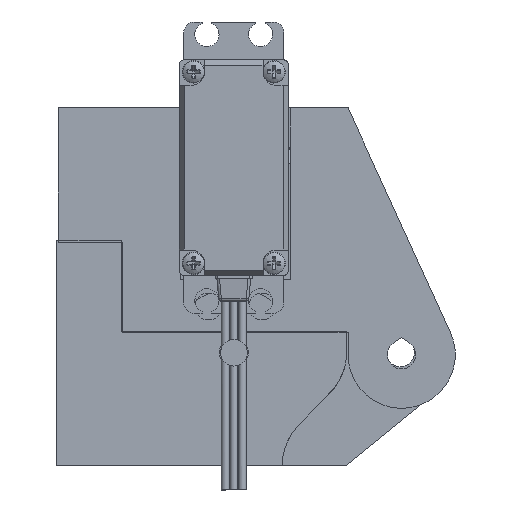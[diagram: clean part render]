
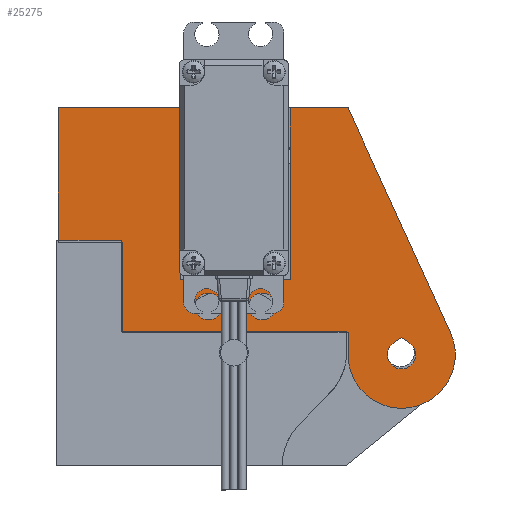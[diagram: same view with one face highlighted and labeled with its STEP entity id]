
A CAD part, left-side view. The second image highlights one B-rep face of the part: STEP entity #25275.
In plain terms, the highlighted planar face has unit normal (-1, 0, 0).
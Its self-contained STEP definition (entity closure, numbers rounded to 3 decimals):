
#823=FACE_BOUND('',#3942,.T.);
#824=FACE_BOUND('',#3943,.T.);
#825=FACE_BOUND('',#3944,.T.);
#1215=PLANE('',#27535);
#2418=FACE_OUTER_BOUND('',#3941,.T.);
#3941=EDGE_LOOP('',(#21093,#21094,#21095,#21096,#21097,#21098,#21099,#21100,
#21101,#21102,#21103,#21104,#21105,#21106,#21107,#21108,#21109));
#3942=EDGE_LOOP('',(#21110));
#3943=EDGE_LOOP('',(#21111));
#3944=EDGE_LOOP('',(#21112,#21113,#21114));
#5923=CIRCLE('',#27526,2.5);
#5925=CIRCLE('',#27529,2.5);
#5927=CIRCLE('',#27536,10.);
#5928=CIRCLE('',#27537,2.65);
#6963=LINE('',#50028,#9056);
#6967=LINE('',#50036,#9060);
#7061=LINE('',#50517,#9154);
#7065=LINE('',#50525,#9158);
#7068=LINE('',#50531,#9161);
#7072=LINE('',#50539,#9165);
#7073=LINE('',#50540,#9166);
#7074=LINE('',#50542,#9167);
#7075=LINE('',#50544,#9168);
#7076=LINE('',#50546,#9169);
#7077=LINE('',#50548,#9170);
#7078=LINE('',#50550,#9171);
#7079=LINE('',#50552,#9172);
#7080=LINE('',#50555,#9173);
#7081=LINE('',#50557,#9174);
#7082=LINE('',#50558,#9175);
#7083=LINE('',#50561,#9176);
#7084=LINE('',#50564,#9177);
#9056=VECTOR('',#32162,10.);
#9060=VECTOR('',#32166,10.);
#9154=VECTOR('',#32290,10.);
#9158=VECTOR('',#32296,10.);
#9161=VECTOR('',#32301,10.);
#9165=VECTOR('',#32309,10.);
#9166=VECTOR('',#32310,10.);
#9167=VECTOR('',#32311,10.);
#9168=VECTOR('',#32312,10.);
#9169=VECTOR('',#32313,10.);
#9170=VECTOR('',#32314,10.);
#9171=VECTOR('',#32315,10.);
#9172=VECTOR('',#32316,10.);
#9173=VECTOR('',#32319,10.);
#9174=VECTOR('',#32320,10.);
#9175=VECTOR('',#32321,10.);
#9176=VECTOR('',#32322,10.);
#9177=VECTOR('',#32325,10.);
#11643=VERTEX_POINT('',#50025);
#11644=VERTEX_POINT('',#50027);
#11647=VERTEX_POINT('',#50033);
#11648=VERTEX_POINT('',#50035);
#11785=VERTEX_POINT('',#50503);
#11787=VERTEX_POINT('',#50509);
#11789=VERTEX_POINT('',#50515);
#11790=VERTEX_POINT('',#50516);
#11793=VERTEX_POINT('',#50524);
#11795=VERTEX_POINT('',#50530);
#11797=VERTEX_POINT('',#50538);
#11798=VERTEX_POINT('',#50541);
#11799=VERTEX_POINT('',#50543);
#11800=VERTEX_POINT('',#50545);
#11801=VERTEX_POINT('',#50547);
#11802=VERTEX_POINT('',#50549);
#11803=VERTEX_POINT('',#50551);
#11804=VERTEX_POINT('',#50553);
#11805=VERTEX_POINT('',#50556);
#11806=VERTEX_POINT('',#50559);
#11807=VERTEX_POINT('',#50560);
#11808=VERTEX_POINT('',#50562);
#14906=EDGE_CURVE('',#11644,#11643,#6963,.T.);
#14910=EDGE_CURVE('',#11648,#11647,#6967,.T.);
#15052=EDGE_CURVE('',#11785,#11785,#5923,.T.);
#15055=EDGE_CURVE('',#11787,#11787,#5925,.T.);
#15058=EDGE_CURVE('',#11789,#11790,#7061,.T.);
#15062=EDGE_CURVE('',#11793,#11789,#7065,.T.);
#15065=EDGE_CURVE('',#11795,#11793,#7068,.T.);
#15069=EDGE_CURVE('',#11790,#11797,#7072,.T.);
#15070=EDGE_CURVE('',#11797,#11644,#7073,.T.);
#15071=EDGE_CURVE('',#11643,#11798,#7074,.T.);
#15072=EDGE_CURVE('',#11798,#11799,#7075,.T.);
#15073=EDGE_CURVE('',#11799,#11800,#7076,.T.);
#15074=EDGE_CURVE('',#11800,#11801,#7077,.T.);
#15075=EDGE_CURVE('',#11801,#11802,#7078,.T.);
#15076=EDGE_CURVE('',#11802,#11803,#7079,.T.);
#15077=EDGE_CURVE('',#11803,#11804,#5927,.T.);
#15078=EDGE_CURVE('',#11648,#11804,#7080,.T.);
#15079=EDGE_CURVE('',#11647,#11805,#7081,.T.);
#15080=EDGE_CURVE('',#11805,#11795,#7082,.T.);
#15081=EDGE_CURVE('',#11806,#11807,#7083,.T.);
#15082=EDGE_CURVE('',#11807,#11808,#5928,.T.);
#15083=EDGE_CURVE('',#11808,#11806,#7084,.T.);
#21093=ORIENTED_EDGE('',*,*,#15065,.T.);
#21094=ORIENTED_EDGE('',*,*,#15062,.T.);
#21095=ORIENTED_EDGE('',*,*,#15058,.T.);
#21096=ORIENTED_EDGE('',*,*,#15069,.T.);
#21097=ORIENTED_EDGE('',*,*,#15070,.T.);
#21098=ORIENTED_EDGE('',*,*,#14906,.T.);
#21099=ORIENTED_EDGE('',*,*,#15071,.T.);
#21100=ORIENTED_EDGE('',*,*,#15072,.T.);
#21101=ORIENTED_EDGE('',*,*,#15073,.T.);
#21102=ORIENTED_EDGE('',*,*,#15074,.T.);
#21103=ORIENTED_EDGE('',*,*,#15075,.T.);
#21104=ORIENTED_EDGE('',*,*,#15076,.T.);
#21105=ORIENTED_EDGE('',*,*,#15077,.T.);
#21106=ORIENTED_EDGE('',*,*,#15078,.F.);
#21107=ORIENTED_EDGE('',*,*,#14910,.T.);
#21108=ORIENTED_EDGE('',*,*,#15079,.T.);
#21109=ORIENTED_EDGE('',*,*,#15080,.T.);
#21110=ORIENTED_EDGE('',*,*,#15052,.T.);
#21111=ORIENTED_EDGE('',*,*,#15055,.T.);
#21112=ORIENTED_EDGE('',*,*,#15081,.T.);
#21113=ORIENTED_EDGE('',*,*,#15082,.T.);
#21114=ORIENTED_EDGE('',*,*,#15083,.T.);
#25275=ADVANCED_FACE('',(#2418,#823,#824,#825),#1215,.T.);
#27526=AXIS2_PLACEMENT_3D('',#50504,#32276,#32277);
#27529=AXIS2_PLACEMENT_3D('',#50510,#32283,#32284);
#27535=AXIS2_PLACEMENT_3D('',#50537,#32307,#32308);
#27536=AXIS2_PLACEMENT_3D('',#50554,#32317,#32318);
#27537=AXIS2_PLACEMENT_3D('',#50563,#32323,#32324);
#32162=DIRECTION('',(0.,1.,0.));
#32166=DIRECTION('',(0.,1.,0.));
#32276=DIRECTION('center_axis',(1.,0.,0.));
#32277=DIRECTION('ref_axis',(0.,-1.,0.));
#32283=DIRECTION('center_axis',(1.,0.,0.));
#32284=DIRECTION('ref_axis',(0.,-1.,0.));
#32290=DIRECTION('',(0.,0.,1.));
#32296=DIRECTION('',(0.,1.,0.));
#32301=DIRECTION('',(0.,0.,-1.));
#32307=DIRECTION('center_axis',(-1.,0.,0.));
#32308=DIRECTION('ref_axis',(0.,-1.,0.));
#32309=DIRECTION('',(0.,1.,0.));
#32310=DIRECTION('',(0.,0.,1.));
#32311=DIRECTION('',(0.,0.,-1.));
#32312=DIRECTION('',(0.,-1.,0.));
#32313=DIRECTION('',(0.,0.,-1.));
#32314=DIRECTION('',(0.,-1.,0.));
#32315=DIRECTION('',(0.,0.,-1.));
#32316=DIRECTION('',(0.,0.,-1.));
#32317=DIRECTION('center_axis',(-1.,0.,0.));
#32318=DIRECTION('ref_axis',(0.,-1.,0.));
#32319=DIRECTION('',(0.,-0.415,-0.91));
#32320=DIRECTION('',(0.,0.,-1.));
#32321=DIRECTION('',(0.,1.,0.));
#32322=DIRECTION('',(0.,-0.817,-0.576));
#32323=DIRECTION('center_axis',(1.,0.,0.));
#32324=DIRECTION('ref_axis',(0.,-1.,0.));
#32325=DIRECTION('',(0.,-0.817,0.576));
#50025=CARTESIAN_POINT('',(-123.,33.,46.));
#50027=CARTESIAN_POINT('',(-123.,10.25,46.));
#50028=CARTESIAN_POINT('',(-123.,21.,46.));
#50033=CARTESIAN_POINT('',(-123.,-10.25,46.));
#50035=CARTESIAN_POINT('',(-123.,-21.,46.));
#50036=CARTESIAN_POINT('',(-123.,21.,46.));
#50503=CARTESIAN_POINT('',(-123.,7.5,9.));
#50504=CARTESIAN_POINT('Origin',(-123.,5.,9.));
#50509=CARTESIAN_POINT('',(-123.,-2.5,9.));
#50510=CARTESIAN_POINT('Origin',(-123.,-5.,9.));
#50515=CARTESIAN_POINT('',(-123.,1.875,6.58));
#50516=CARTESIAN_POINT('',(-123.,1.875,14.));
#50517=CARTESIAN_POINT('',(-123.,1.875,15.44));
#50524=CARTESIAN_POINT('',(-123.,-1.875,6.58));
#50525=CARTESIAN_POINT('',(-123.,-0.937,6.58));
#50530=CARTESIAN_POINT('',(-123.,-1.875,14.));
#50531=CARTESIAN_POINT('',(-123.,-1.875,19.15));
#50537=CARTESIAN_POINT('Origin',(-123.,0.,24.3));
#50538=CARTESIAN_POINT('',(-123.,10.25,14.));
#50539=CARTESIAN_POINT('',(-123.,-5.125,14.));
#50540=CARTESIAN_POINT('',(-123.,10.25,14.));
#50541=CARTESIAN_POINT('',(-123.,33.,21.));
#50542=CARTESIAN_POINT('',(-123.,33.,46.));
#50543=CARTESIAN_POINT('',(-123.,21.,21.));
#50544=CARTESIAN_POINT('',(-123.,13.5,21.));
#50545=CARTESIAN_POINT('',(-123.,21.,4.05));
#50546=CARTESIAN_POINT('',(-123.,21.,44.55));
#50547=CARTESIAN_POINT('',(-123.,-21.,4.05));
#50548=CARTESIAN_POINT('',(-123.,21.,4.05));
#50549=CARTESIAN_POINT('',(-123.,-21.,4.));
#50550=CARTESIAN_POINT('',(-123.,-21.,46.));
#50551=CARTESIAN_POINT('',(-123.,-21.,0.));
#50552=CARTESIAN_POINT('',(-123.,-21.,4.));
#50553=CARTESIAN_POINT('',(-123.,-40.097,4.152));
#50554=CARTESIAN_POINT('Origin',(-123.,-31.,0.));
#50555=CARTESIAN_POINT('',(-123.,-21.,46.));
#50556=CARTESIAN_POINT('',(-123.,-10.25,14.));
#50557=CARTESIAN_POINT('',(-123.,-10.25,35.15));
#50558=CARTESIAN_POINT('',(-123.,-5.125,14.));
#50559=CARTESIAN_POINT('',(-123.,-31.,3.243));
#50560=CARTESIAN_POINT('',(-123.,-32.527,2.166));
#50561=CARTESIAN_POINT('',(-123.,-15.69,14.041));
#50562=CARTESIAN_POINT('',(-123.,-29.473,2.166));
#50563=CARTESIAN_POINT('Origin',(-123.,-31.,0.));
#50564=CARTESIAN_POINT('',(-123.,-24.844,-1.099));
